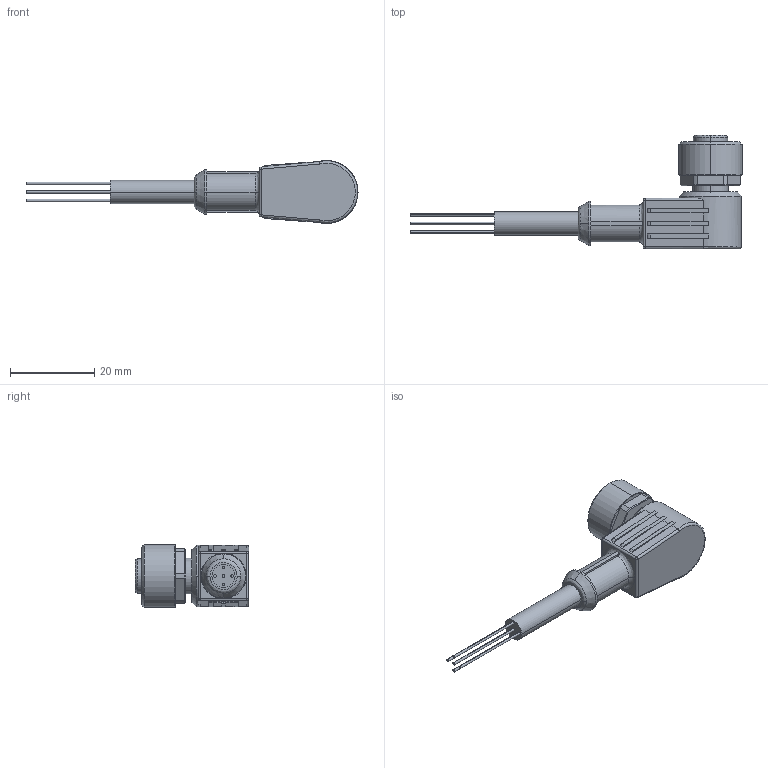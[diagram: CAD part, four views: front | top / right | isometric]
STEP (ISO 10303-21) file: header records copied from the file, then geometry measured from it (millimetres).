
FILE_DESCRIPTION (( 'STEP AP214' ), '1' );
FILE_NAME ('7000-12361-0250300.step', '2017-05-04T11:05:29', ( '' ), ( '' ), 'SwSTEP 2.0', 'SolidWorks 2017', '' );
FILE_SCHEMA (( 'AUTOMOTIVE_DESIGN' ));
Length unit declared in the file: inch
Products named in the file (1): 7000-12361-0250300
Bounding box: 79 x 27 x 15 mm (x, y, z)
Volume: 6838.1 mm3; surface area: 3816.8 mm2
Topology: 1 solids, 1 shells, 155 faces, 374 edges, 235 vertices
Faces by surface type: plane 66, cylinder 61, cone 17, bspline 11
Entity records: 5972 total; most frequent: CARTESIAN_POINT 1329, DIRECTION 789, ORIENTED_EDGE 740, EDGE_CURVE 370, AXIS2_PLACEMENT_3D 309, VERTEX_POINT 235, EDGE_LOOP 173, VECTOR 171
